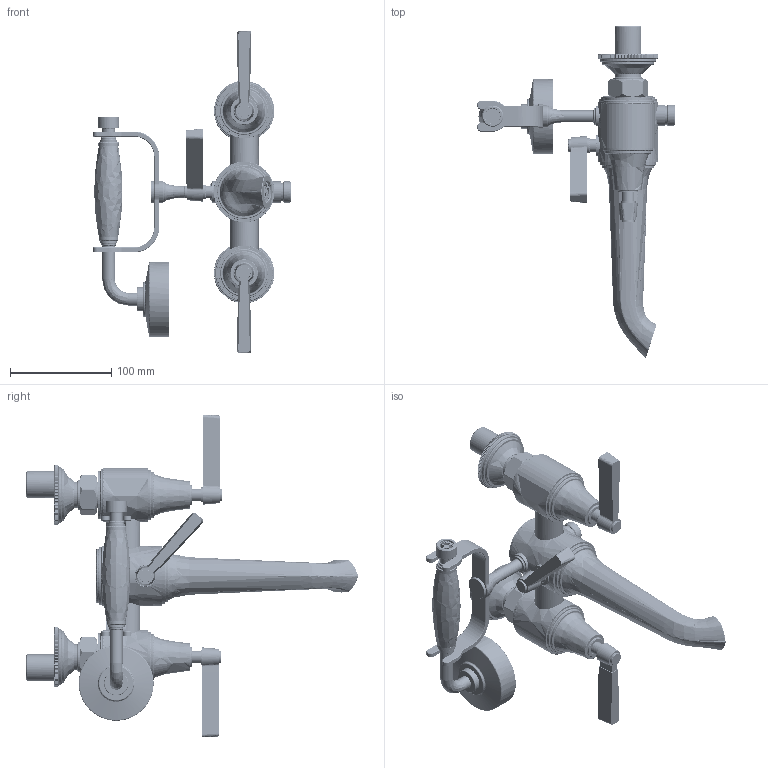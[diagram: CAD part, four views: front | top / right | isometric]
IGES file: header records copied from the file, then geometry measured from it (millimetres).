
Global section: file name: V6K32M    V6K32MB - 160-CTRS; native system: Autodesk Inventor 2016; preprocessor: unknown; author: adaniels; date: 20170330.072814; units: millimetre
Bounding box: 195.55 x 327.89 x 318.83 mm (x, y, z)
Volume: 853799.8 mm3; surface area: 358429.5 mm2
Topology: 94 solids, 100 shells, 5867 faces, 14928 edges, 9743 vertices
Faces by surface type: bspline 5867
